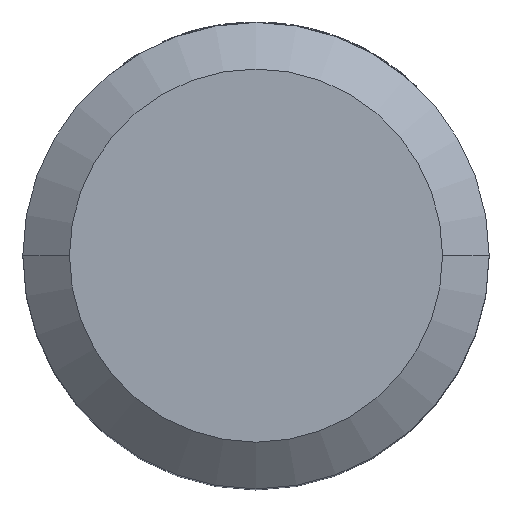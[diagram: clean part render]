
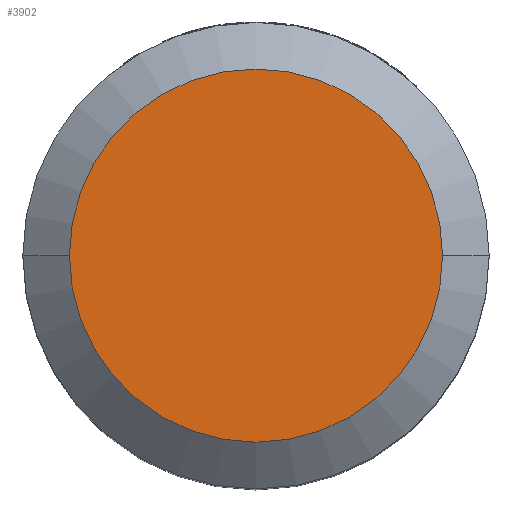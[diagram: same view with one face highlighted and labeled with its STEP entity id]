
A CAD part, top view. The second image highlights one B-rep face of the part: STEP entity #3902.
In plain terms, the highlighted planar face has unit normal (0, 0, 1).
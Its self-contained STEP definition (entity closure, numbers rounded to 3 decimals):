
#510 = DIRECTION ( 'NONE',  ( 1., 0., 0. ) ) ;
#2258 = AXIS2_PLACEMENT_3D ( 'NONE', #19364, #21470, #10057 ) ;
#3902 = ADVANCED_FACE ( 'NONE', ( #21346 ), #15763, .T. ) ;
#4207 = CARTESIAN_POINT ( 'NONE',  ( 0., 0., 39.6 ) ) ;
#5419 = CARTESIAN_POINT ( 'NONE',  ( 0., 0., 39.6 ) ) ;
#5688 = CARTESIAN_POINT ( 'NONE',  ( 9.6, 0., 39.6 ) ) ;
#6225 = CIRCLE ( 'NONE', #2258, 9.6 ) ;
#7453 = VERTEX_POINT ( 'NONE', #8173 ) ;
#8173 = CARTESIAN_POINT ( 'NONE',  ( -9.6, 0., 39.6 ) ) ;
#8174 = AXIS2_PLACEMENT_3D ( 'NONE', #4207, #23224, #510 ) ;
#9244 = VERTEX_POINT ( 'NONE', #5688 ) ;
#9337 = EDGE_LOOP ( 'NONE', ( #24156, #24325 ) ) ;
#9486 = EDGE_CURVE ( 'NONE', #7453, #9244, #11300, .T. ) ;
#10057 = DIRECTION ( 'NONE',  ( 1., 0., 0. ) ) ;
#10624 = DIRECTION ( 'NONE',  ( 1., 0., 0. ) ) ;
#11300 = CIRCLE ( 'NONE', #14463, 9.6 ) ;
#14463 = AXIS2_PLACEMENT_3D ( 'NONE', #5419, #14840, #10624 ) ;
#14840 = DIRECTION ( 'NONE',  ( 0., 0., 1. ) ) ;
#15763 = PLANE ( 'NONE',  #8174 ) ;
#19364 = CARTESIAN_POINT ( 'NONE',  ( 0., 0., 39.6 ) ) ;
#19535 = EDGE_CURVE ( 'NONE', #9244, #7453, #6225, .T. ) ;
#21346 = FACE_OUTER_BOUND ( 'NONE', #9337, .T. ) ;
#21470 = DIRECTION ( 'NONE',  ( 0., 0., 1. ) ) ;
#23224 = DIRECTION ( 'NONE',  ( 0., 0., 1. ) ) ;
#24156 = ORIENTED_EDGE ( 'NONE', *, *, #9486, .T. ) ;
#24325 = ORIENTED_EDGE ( 'NONE', *, *, #19535, .T. ) ;
